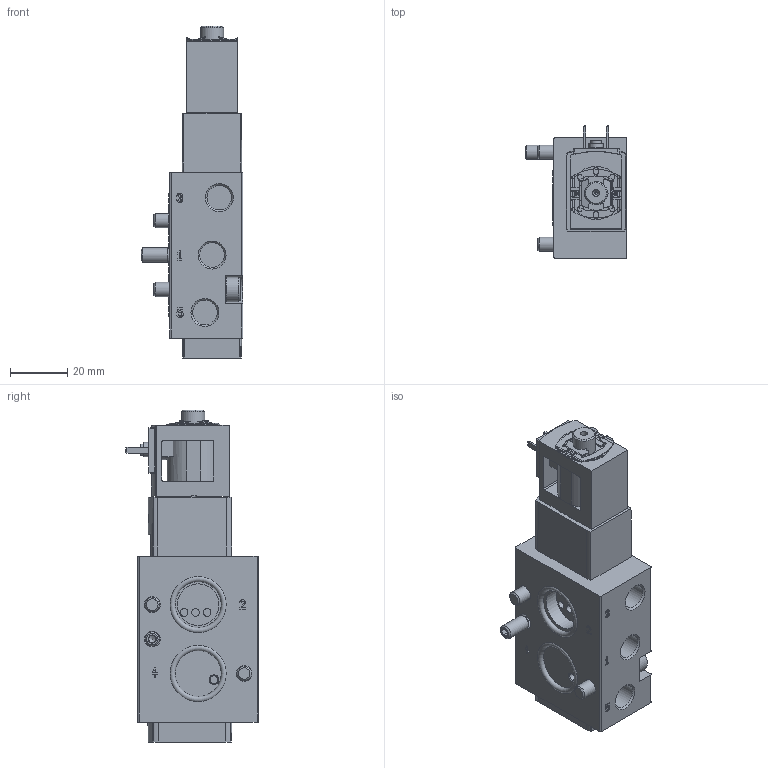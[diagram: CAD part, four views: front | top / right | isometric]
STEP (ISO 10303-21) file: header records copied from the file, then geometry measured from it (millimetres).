
FILE_DESCRIPTION(/* description */ ('STEP AP214'),/* implementation_level */ '2;1');
FILE_NAME(/* name */ '8166612_VSNC-FKA-M32C-RD-G18-1C1-S',/* time_stamp */ '2024-09-17T04:40:59+02:00',/* author */ ('License CC BY-ND 4.0'),/* organization */ ('CADENAS'),/* preprocessor_version */ 'ST-DEVELOPER v19.3',/* originating_system */ 'PARTsolutions',/* authorisation */ ' ');
FILE_SCHEMA (('AUTOMOTIVE_DESIGN {1 0 10303 214 3 1 1}'));
Length unit declared in the file: millimetre
Products named in the file (7): 8166612 VSNC-FKA-M32C-RD-G18-1C1-S---(high); 8166612 VSNC-FKA-M32C-RD-G18-1C1-S---(highG); 8199151 VACS-LK20; 8089671 VACX---(clip); ISO-4762 M5x25; 200936 B-16x2-N; ISO-4026 M5x10
Assembly tree (8 placements, depth 2):
  8166612 VSNC-FKA-M32C-RD-G18-1C1-S---(high)
    8166612 VSNC-FKA-M32C-RD-G18-1C1-S---(highG)
    8199151 VACS-LK20
    8089671 VACX---(clip)
    ISO-4762 M5x25  x2
    200936 B-16x2-N  x2
    ISO-4026 M5x10
Bounding box: 35.5 x 46.3 x 115.65 mm (x, y, z)
Volume: 84780.4 mm3; surface area: 23554.2 mm2
Topology: 8 solids, 8 shells, 580 faces, 1475 edges, 962 vertices
Faces by surface type: plane 335, cylinder 173, cone 61, torus 11
Full cylindrical faces by diameter (mm): 0.9 x1, 2.013 x1, 2.4 x1, 2.7 x4, 2.8 x1, 2.83 x1, 3.8 x1, 4.3 x1, 5 x4, 5.5 x5, 7.4 x1, 8 x2, 8.15 x1, 8.5 x2, 8.566 x3, 10 x1, 12 x2, 14.5 x1, 19.5 x2
Entity records: 19278 total; most frequent: CARTESIAN_POINT 3018, DIRECTION 2825, ORIENTED_EDGE 2670, EDGE_CURVE 1335, AXIS2_PLACEMENT_3D 995, VERTEX_POINT 913, LINE 835, VECTOR 835
